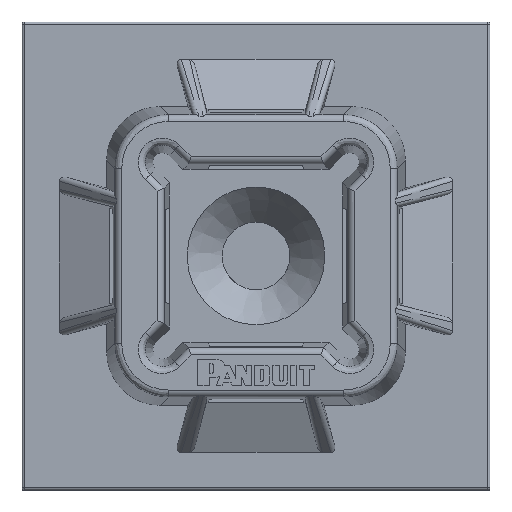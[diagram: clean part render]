
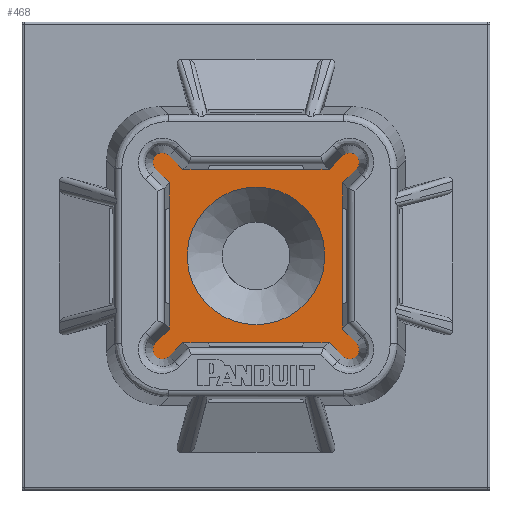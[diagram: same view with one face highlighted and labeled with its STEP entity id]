
A CAD part, top view. The second image highlights one B-rep face of the part: STEP entity #468.
In plain terms, the highlighted planar face has unit normal (0, 0, 1).
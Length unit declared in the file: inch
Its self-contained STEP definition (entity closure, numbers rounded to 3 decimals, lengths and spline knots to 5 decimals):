
#114=FACE_BOUND('',#1125,.T.);
#328=CIRCLE('',#4821,0.02049);
#329=CIRCLE('',#4827,0.02049);
#335=CIRCLE('',#4868,0.02049);
#336=CIRCLE('',#4869,0.02049);
#337=CIRCLE('',#4870,0.147);
#338=CIRCLE('',#4871,0.147);
#468=ADVANCED_FACE('',(#872,#114),#675,.T.);
#675=PLANE('',#4872);
#872=FACE_OUTER_BOUND('',#1124,.T.);
#1124=EDGE_LOOP('',(#1760,#1761,#1762,#1763,#1764,#1765,#1766,#1767,#1768,
#1769,#1770,#1771,#1772,#1773,#1774,#1775,#1776,#1777,#1778,#1779,#1780,
#1781,#1782,#1783));
#1125=EDGE_LOOP('',(#1784,#1785,#1786,#1787));
#1760=ORIENTED_EDGE('',*,*,#3336,.F.);
#1761=ORIENTED_EDGE('',*,*,#3333,.T.);
#1762=ORIENTED_EDGE('',*,*,#3290,.F.);
#1763=ORIENTED_EDGE('',*,*,#3278,.F.);
#1764=ORIENTED_EDGE('',*,*,#3276,.T.);
#1765=ORIENTED_EDGE('',*,*,#3274,.F.);
#1766=ORIENTED_EDGE('',*,*,#3272,.T.);
#1767=ORIENTED_EDGE('',*,*,#3273,.T.);
#1768=ORIENTED_EDGE('',*,*,#3270,.F.);
#1769=ORIENTED_EDGE('',*,*,#3268,.T.);
#1770=ORIENTED_EDGE('',*,*,#3266,.T.);
#1771=ORIENTED_EDGE('',*,*,#3337,.F.);
#1772=ORIENTED_EDGE('',*,*,#3338,.T.);
#1773=ORIENTED_EDGE('',*,*,#3339,.F.);
#1774=ORIENTED_EDGE('',*,*,#3340,.T.);
#1775=ORIENTED_EDGE('',*,*,#3341,.T.);
#1776=ORIENTED_EDGE('',*,*,#3342,.F.);
#1777=ORIENTED_EDGE('',*,*,#3343,.F.);
#1778=ORIENTED_EDGE('',*,*,#3344,.T.);
#1779=ORIENTED_EDGE('',*,*,#3345,.T.);
#1780=ORIENTED_EDGE('',*,*,#3346,.T.);
#1781=ORIENTED_EDGE('',*,*,#3347,.F.);
#1782=ORIENTED_EDGE('',*,*,#3348,.F.);
#1783=ORIENTED_EDGE('',*,*,#3331,.T.);
#1784=ORIENTED_EDGE('',*,*,#3349,.F.);
#1785=ORIENTED_EDGE('',*,*,#3350,.F.);
#1786=ORIENTED_EDGE('',*,*,#3351,.F.);
#1787=ORIENTED_EDGE('',*,*,#3280,.T.);
#2774=VERTEX_POINT('',#6962);
#2775=VERTEX_POINT('',#6969);
#2787=VERTEX_POINT('',#7026);
#2788=VERTEX_POINT('',#7028);
#2789=VERTEX_POINT('',#7032);
#2790=VERTEX_POINT('',#7036);
#2791=VERTEX_POINT('',#7043);
#2792=VERTEX_POINT('',#7047);
#2793=VERTEX_POINT('',#7051);
#2794=VERTEX_POINT('',#7055);
#2795=VERTEX_POINT('',#7056);
#2803=VERTEX_POINT('',#7080);
#2811=VERTEX_POINT('',#7145);
#2823=VERTEX_POINT('',#7200);
#2824=VERTEX_POINT('',#7202);
#2825=VERTEX_POINT('',#7213);
#2826=VERTEX_POINT('',#7215);
#2827=VERTEX_POINT('',#7217);
#2828=VERTEX_POINT('',#7219);
#2829=VERTEX_POINT('',#7221);
#2830=VERTEX_POINT('',#7223);
#2831=VERTEX_POINT('',#7225);
#2832=VERTEX_POINT('',#7227);
#2833=VERTEX_POINT('',#7229);
#2834=VERTEX_POINT('',#7231);
#2835=VERTEX_POINT('',#7233);
#2836=VERTEX_POINT('',#7236);
#2837=VERTEX_POINT('',#7238);
#3266=EDGE_CURVE('',#2788,#2787,#3865,.T.);
#3268=EDGE_CURVE('',#2789,#2788,#328,.T.);
#3270=EDGE_CURVE('',#2789,#2790,#3868,.T.);
#3272=EDGE_CURVE('',#2775,#2774,#3870,.T.);
#3273=EDGE_CURVE('',#2774,#2790,#3871,.T.);
#3274=EDGE_CURVE('',#2775,#2791,#3872,.T.);
#3276=EDGE_CURVE('',#2792,#2791,#3874,.T.);
#3278=EDGE_CURVE('',#2792,#2793,#329,.T.);
#3280=EDGE_CURVE('',#2794,#2795,#3877,.T.);
#3290=EDGE_CURVE('',#2793,#2803,#3884,.T.);
#3331=EDGE_CURVE('',#2824,#2823,#3907,.T.);
#3333=EDGE_CURVE('',#2811,#2803,#3909,.T.);
#3336=EDGE_CURVE('',#2811,#2823,#3912,.T.);
#3337=EDGE_CURVE('',#2825,#2787,#3913,.T.);
#3338=EDGE_CURVE('',#2825,#2826,#3914,.T.);
#3339=EDGE_CURVE('',#2827,#2826,#3915,.T.);
#3340=EDGE_CURVE('',#2827,#2828,#3916,.T.);
#3341=EDGE_CURVE('',#2828,#2829,#335,.T.);
#3342=EDGE_CURVE('',#2830,#2829,#3917,.T.);
#3343=EDGE_CURVE('',#2831,#2830,#3918,.T.);
#3344=EDGE_CURVE('',#2831,#2832,#3919,.T.);
#3345=EDGE_CURVE('',#2832,#2833,#3920,.T.);
#3346=EDGE_CURVE('',#2833,#2834,#3921,.T.);
#3347=EDGE_CURVE('',#2835,#2834,#336,.T.);
#3348=EDGE_CURVE('',#2824,#2835,#3922,.T.);
#3349=EDGE_CURVE('',#2836,#2795,#337,.T.);
#3350=EDGE_CURVE('',#2837,#2836,#3923,.T.);
#3351=EDGE_CURVE('',#2794,#2837,#338,.T.);
#3865=LINE('',#7027,#4358);
#3868=LINE('',#7035,#4361);
#3870=LINE('',#7039,#4363);
#3871=LINE('',#7041,#4364);
#3872=LINE('',#7042,#4365);
#3874=LINE('',#7046,#4367);
#3877=LINE('',#7054,#4370);
#3884=LINE('',#7079,#4377);
#3907=LINE('',#7201,#4400);
#3909=LINE('',#7204,#4402);
#3912=LINE('',#7210,#4405);
#3913=LINE('',#7212,#4406);
#3914=LINE('',#7214,#4407);
#3915=LINE('',#7216,#4408);
#3916=LINE('',#7218,#4409);
#3917=LINE('',#7222,#4410);
#3918=LINE('',#7224,#4411);
#3919=LINE('',#7226,#4412);
#3920=LINE('',#7228,#4413);
#3921=LINE('',#7230,#4414);
#3922=LINE('',#7234,#4415);
#3923=LINE('',#7237,#4416);
#4358=VECTOR('',#5463,1.);
#4361=VECTOR('',#5472,1.);
#4363=VECTOR('',#5476,1.);
#4364=VECTOR('',#5479,1.);
#4365=VECTOR('',#5480,1.);
#4367=VECTOR('',#5484,1.);
#4370=VECTOR('',#5493,1.);
#4377=VECTOR('',#5510,1.);
#4400=VECTOR('',#5593,1.);
#4402=VECTOR('',#5595,1.);
#4405=VECTOR('',#5604,1.);
#4406=VECTOR('',#5607,1.);
#4407=VECTOR('',#5608,1.);
#4408=VECTOR('',#5609,1.);
#4409=VECTOR('',#5610,1.);
#4410=VECTOR('',#5613,1.);
#4411=VECTOR('',#5614,1.);
#4412=VECTOR('',#5615,1.);
#4413=VECTOR('',#5616,1.);
#4414=VECTOR('',#5617,1.);
#4415=VECTOR('',#5620,1.);
#4416=VECTOR('',#5623,1.);
#4821=AXIS2_PLACEMENT_3D('',#7031,#5467,#5468);
#4827=AXIS2_PLACEMENT_3D('',#7050,#5488,#5489);
#4868=AXIS2_PLACEMENT_3D('',#7220,#5611,#5612);
#4869=AXIS2_PLACEMENT_3D('',#7232,#5618,#5619);
#4870=AXIS2_PLACEMENT_3D('',#7235,#5621,#5622);
#4871=AXIS2_PLACEMENT_3D('',#7239,#5624,#5625);
#4872=AXIS2_PLACEMENT_3D('',#7240,#5626,#5627);
#5463=DIRECTION('',(0.707,-0.707,0.));
#5467=DIRECTION('',(0.,0.,1.));
#5468=DIRECTION('',(-1.,0.,0.));
#5472=DIRECTION('',(0.707,-0.707,0.));
#5476=DIRECTION('',(-1.,0.,0.));
#5479=DIRECTION('',(-1.,0.,0.));
#5480=DIRECTION('',(1.,0.,0.));
#5484=DIRECTION('',(-0.707,-0.707,0.));
#5488=DIRECTION('',(0.,0.,-1.));
#5489=DIRECTION('',(1.,0.,0.));
#5493=DIRECTION('',(0.,-1.,0.));
#5510=DIRECTION('',(-0.707,-0.707,0.));
#5593=DIRECTION('',(0.,1.,0.));
#5595=DIRECTION('',(0.,1.,0.));
#5604=DIRECTION('',(0.,-1.,0.));
#5607=DIRECTION('',(0.,1.,0.));
#5608=DIRECTION('',(0.,-1.,0.));
#5609=DIRECTION('',(0.,1.,0.));
#5610=DIRECTION('',(-0.707,-0.707,0.));
#5611=DIRECTION('',(0.,0.,1.));
#5612=DIRECTION('',(-1.,0.,0.));
#5613=DIRECTION('',(-0.707,-0.707,0.));
#5614=DIRECTION('',(-1.,0.,0.));
#5615=DIRECTION('',(1.,0.,0.));
#5616=DIRECTION('',(1.,0.,0.));
#5617=DIRECTION('',(0.707,-0.707,0.));
#5618=DIRECTION('',(0.,0.,-1.));
#5619=DIRECTION('',(1.,0.,0.));
#5620=DIRECTION('',(0.707,-0.707,0.));
#5621=DIRECTION('',(0.,0.,1.));
#5622=DIRECTION('',(1.,0.,0.));
#5623=DIRECTION('',(0.,-1.,0.));
#5624=DIRECTION('',(0.,0.,1.));
#5625=DIRECTION('',(1.,0.,0.));
#5626=DIRECTION('',(0.,0.,1.));
#5627=DIRECTION('',(-1.,0.,0.));
#6962=CARTESIAN_POINT('',(-0.10192,0.18527,0.105));
#6969=CARTESIAN_POINT('',(0.10192,0.18527,0.105));
#7026=CARTESIAN_POINT('',(-0.18527,0.15629,0.105));
#7027=CARTESIAN_POINT('',(0.19551,-0.22449,0.105));
#7028=CARTESIAN_POINT('',(-0.21449,0.18551,0.105));
#7031=CARTESIAN_POINT('',(-0.2,0.2,0.105));
#7032=CARTESIAN_POINT('',(-0.18551,0.21449,0.105));
#7035=CARTESIAN_POINT('',(0.23449,-0.20551,0.105));
#7036=CARTESIAN_POINT('',(-0.15629,0.18527,0.105));
#7039=CARTESIAN_POINT('',(-0.17877,0.18527,0.105));
#7041=CARTESIAN_POINT('',(0.2,0.18527,0.105));
#7042=CARTESIAN_POINT('',(-0.2,0.18527,0.105));
#7043=CARTESIAN_POINT('',(0.15629,0.18527,0.105));
#7046=CARTESIAN_POINT('',(-0.23449,-0.20551,0.105));
#7047=CARTESIAN_POINT('',(0.18551,0.21449,0.105));
#7050=CARTESIAN_POINT('',(0.2,0.2,0.105));
#7051=CARTESIAN_POINT('',(0.21449,0.18551,0.105));
#7054=CARTESIAN_POINT('',(0.14677,0.09769,0.105));
#7055=CARTESIAN_POINT('',(0.14677,0.00824,0.105));
#7056=CARTESIAN_POINT('',(0.14677,-0.00824,0.105));
#7079=CARTESIAN_POINT('',(-0.19551,-0.22449,0.105));
#7080=CARTESIAN_POINT('',(0.18527,0.15629,0.105));
#7145=CARTESIAN_POINT('',(0.18527,0.10192,0.105));
#7200=CARTESIAN_POINT('',(0.18527,-0.10192,0.105));
#7201=CARTESIAN_POINT('',(0.18527,0.2035,0.105));
#7202=CARTESIAN_POINT('',(0.18527,-0.15629,0.105));
#7204=CARTESIAN_POINT('',(0.18527,0.2035,0.105));
#7210=CARTESIAN_POINT('',(0.18527,0.10419,0.105));
#7212=CARTESIAN_POINT('',(-0.18527,0.2035,0.105));
#7213=CARTESIAN_POINT('',(-0.18527,0.10192,0.105));
#7214=CARTESIAN_POINT('',(-0.18527,0.10419,0.105));
#7215=CARTESIAN_POINT('',(-0.18527,-0.10192,0.105));
#7216=CARTESIAN_POINT('',(-0.18527,0.2035,0.105));
#7217=CARTESIAN_POINT('',(-0.18527,-0.15629,0.105));
#7218=CARTESIAN_POINT('',(-0.21449,-0.18551,0.105));
#7219=CARTESIAN_POINT('',(-0.21449,-0.18551,0.105));
#7220=CARTESIAN_POINT('',(-0.2,-0.2,0.105));
#7221=CARTESIAN_POINT('',(-0.18551,-0.21449,0.105));
#7222=CARTESIAN_POINT('',(-0.18551,-0.21449,0.105));
#7223=CARTESIAN_POINT('',(-0.15629,-0.18527,0.105));
#7224=CARTESIAN_POINT('',(-0.10367,-0.18527,0.105));
#7225=CARTESIAN_POINT('',(-0.10192,-0.18527,0.105));
#7226=CARTESIAN_POINT('',(-0.17877,-0.18527,0.105));
#7227=CARTESIAN_POINT('',(0.10192,-0.18527,0.105));
#7228=CARTESIAN_POINT('',(0.10367,-0.18527,0.105));
#7229=CARTESIAN_POINT('',(0.15629,-0.18527,0.105));
#7230=CARTESIAN_POINT('',(0.18551,-0.21449,0.105));
#7231=CARTESIAN_POINT('',(0.18551,-0.21449,0.105));
#7232=CARTESIAN_POINT('',(0.2,-0.2,0.105));
#7233=CARTESIAN_POINT('',(0.21449,-0.18551,0.105));
#7234=CARTESIAN_POINT('',(0.21449,-0.18551,0.105));
#7235=CARTESIAN_POINT('',(0.,0.,0.105));
#7236=CARTESIAN_POINT('',(-0.14677,-0.00824,0.105));
#7237=CARTESIAN_POINT('',(-0.14677,0.09769,0.105));
#7238=CARTESIAN_POINT('',(-0.14677,0.00824,0.105));
#7239=CARTESIAN_POINT('',(0.,0.,0.105));
#7240=CARTESIAN_POINT('',(0.18527,0.18527,0.105));
